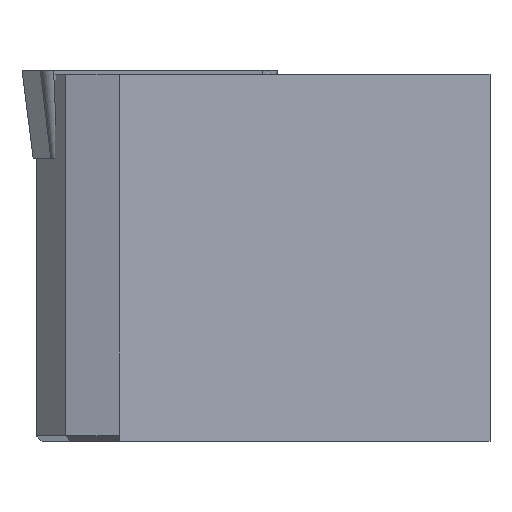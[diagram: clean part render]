
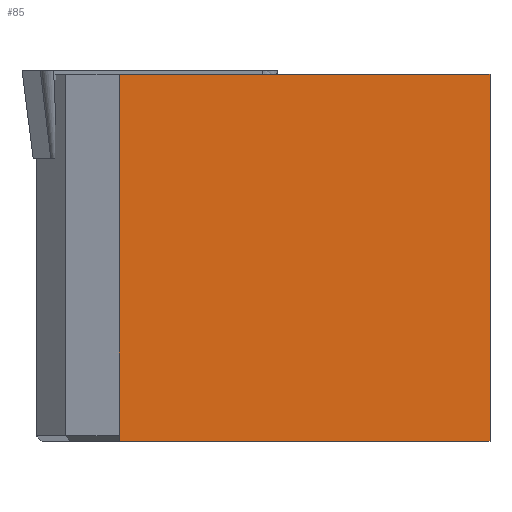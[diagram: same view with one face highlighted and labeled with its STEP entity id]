
A CAD part, front view. The second image highlights one B-rep face of the part: STEP entity #85.
In plain terms, the highlighted planar face has unit normal (0, -1, 0).
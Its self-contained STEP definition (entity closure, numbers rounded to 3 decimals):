
#85=ADVANCED_FACE('',(#133),#113,.T.);
#113=PLANE('',#513);
#133=FACE_OUTER_BOUND('',#156,.T.);
#156=EDGE_LOOP('',(#189,#190,#191,#192));
#189=ORIENTED_EDGE('',*,*,#363,.F.);
#190=ORIENTED_EDGE('',*,*,#364,.F.);
#191=ORIENTED_EDGE('',*,*,#365,.T.);
#192=ORIENTED_EDGE('',*,*,#366,.T.);
#319=VERTEX_POINT('',#652);
#320=VERTEX_POINT('',#653);
#321=VERTEX_POINT('',#655);
#322=VERTEX_POINT('',#657);
#363=EDGE_CURVE('',#319,#320,#428,.T.);
#364=EDGE_CURVE('',#321,#319,#429,.T.);
#365=EDGE_CURVE('',#321,#322,#430,.T.);
#366=EDGE_CURVE('',#322,#320,#431,.T.);
#428=LINE('',#651,#470);
#429=LINE('',#654,#471);
#430=LINE('',#656,#472);
#431=LINE('',#658,#473);
#470=VECTOR('',#546,1.);
#471=VECTOR('',#547,1.);
#472=VECTOR('',#548,1.);
#473=VECTOR('',#549,1.);
#513=AXIS2_PLACEMENT_3D('',#659,#550,#551);
#546=DIRECTION('',(1.,0.,0.));
#547=DIRECTION('',(0.,0.,1.));
#548=DIRECTION('',(1.,0.,0.));
#549=DIRECTION('',(0.,0.,1.));
#550=DIRECTION('',(0.,-1.,0.));
#551=DIRECTION('',(0.,0.,1.));
#651=CARTESIAN_POINT('',(5.334,-126.51,-0.19));
#652=CARTESIAN_POINT('',(5.334,-126.51,-0.19));
#653=CARTESIAN_POINT('',(25.334,-126.51,-0.19));
#654=CARTESIAN_POINT('',(5.334,-126.51,-19.99));
#655=CARTESIAN_POINT('',(5.334,-126.51,-19.99));
#656=CARTESIAN_POINT('',(5.334,-126.51,-19.99));
#657=CARTESIAN_POINT('',(25.334,-126.51,-19.99));
#658=CARTESIAN_POINT('',(25.334,-126.51,-19.99));
#659=CARTESIAN_POINT('',(5.334,-126.51,-19.99));
